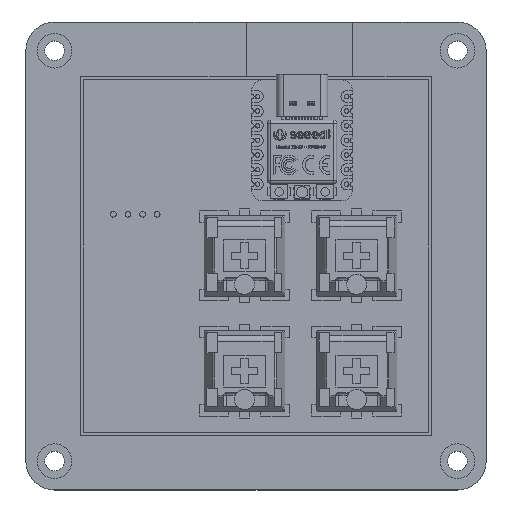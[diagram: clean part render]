
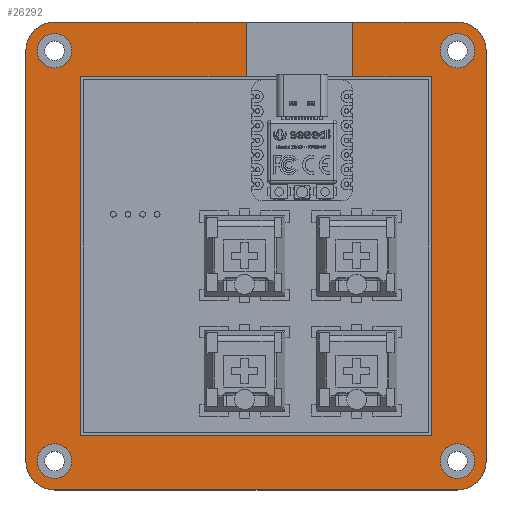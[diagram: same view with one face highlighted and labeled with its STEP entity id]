
A CAD part, top view. The second image highlights one B-rep face of the part: STEP entity #26292.
In plain terms, the highlighted planar face has unit normal (0, 0, 1).
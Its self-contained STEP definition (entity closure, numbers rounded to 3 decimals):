
#409=FACE_BOUND('',#4980,.T.);
#410=FACE_BOUND('',#4981,.T.);
#411=FACE_BOUND('',#4982,.T.);
#412=FACE_BOUND('',#4983,.T.);
#1352=CIRCLE('',#28277,5.);
#1354=CIRCLE('',#28280,5.);
#1355=CIRCLE('',#28281,5.);
#1356=CIRCLE('',#28282,5.);
#1357=CIRCLE('',#28283,3.);
#1358=CIRCLE('',#28284,3.);
#1359=CIRCLE('',#28285,3.);
#1360=CIRCLE('',#28286,3.);
#3448=FACE_OUTER_BOUND('',#4979,.T.);
#4979=EDGE_LOOP('',(#23569,#23570,#23571,#23572,#23573,#23574,#23575,#23576,
#23577,#23578,#23579,#23580,#23581,#23582,#23583,#23584));
#4980=EDGE_LOOP('',(#23585));
#4981=EDGE_LOOP('',(#23586));
#4982=EDGE_LOOP('',(#23587));
#4983=EDGE_LOOP('',(#23588));
#7769=LINE('',#44555,#10502);
#7770=LINE('',#44559,#10503);
#7771=LINE('',#44563,#10504);
#7772=LINE('',#44565,#10505);
#7773=LINE('',#44567,#10506);
#7774=LINE('',#44569,#10507);
#7775=LINE('',#44571,#10508);
#7776=LINE('',#44573,#10509);
#7777=LINE('',#44575,#10510);
#7778=LINE('',#44577,#10511);
#7779=LINE('',#44579,#10512);
#7780=LINE('',#44582,#10513);
#10502=VECTOR('',#34493,10.);
#10503=VECTOR('',#34496,10.);
#10504=VECTOR('',#34499,10.);
#10505=VECTOR('',#34500,10.);
#10506=VECTOR('',#34501,10.);
#10507=VECTOR('',#34502,10.);
#10508=VECTOR('',#34503,10.);
#10509=VECTOR('',#34504,10.);
#10510=VECTOR('',#34505,10.);
#10511=VECTOR('',#34506,10.);
#10512=VECTOR('',#34507,10.);
#10513=VECTOR('',#34510,10.);
#12866=VERTEX_POINT('',#44545);
#12867=VERTEX_POINT('',#44546);
#12870=VERTEX_POINT('',#44554);
#12871=VERTEX_POINT('',#44556);
#12872=VERTEX_POINT('',#44558);
#12873=VERTEX_POINT('',#44560);
#12874=VERTEX_POINT('',#44562);
#12875=VERTEX_POINT('',#44564);
#12876=VERTEX_POINT('',#44566);
#12877=VERTEX_POINT('',#44568);
#12878=VERTEX_POINT('',#44570);
#12879=VERTEX_POINT('',#44572);
#12880=VERTEX_POINT('',#44574);
#12881=VERTEX_POINT('',#44576);
#12882=VERTEX_POINT('',#44578);
#12883=VERTEX_POINT('',#44580);
#12884=VERTEX_POINT('',#44583);
#12885=VERTEX_POINT('',#44585);
#12886=VERTEX_POINT('',#44587);
#12887=VERTEX_POINT('',#44589);
#16453=EDGE_CURVE('',#12866,#12867,#1352,.T.);
#16457=EDGE_CURVE('',#12866,#12870,#7769,.T.);
#16458=EDGE_CURVE('',#12871,#12870,#1354,.T.);
#16459=EDGE_CURVE('',#12871,#12872,#7770,.T.);
#16460=EDGE_CURVE('',#12873,#12872,#1355,.T.);
#16461=EDGE_CURVE('',#12873,#12874,#7771,.T.);
#16462=EDGE_CURVE('',#12874,#12875,#7772,.T.);
#16463=EDGE_CURVE('',#12875,#12876,#7773,.T.);
#16464=EDGE_CURVE('',#12876,#12877,#7774,.T.);
#16465=EDGE_CURVE('',#12877,#12878,#7775,.T.);
#16466=EDGE_CURVE('',#12878,#12879,#7776,.T.);
#16467=EDGE_CURVE('',#12879,#12880,#7777,.T.);
#16468=EDGE_CURVE('',#12880,#12881,#7778,.T.);
#16469=EDGE_CURVE('',#12881,#12882,#7779,.T.);
#16470=EDGE_CURVE('',#12883,#12882,#1356,.T.);
#16471=EDGE_CURVE('',#12883,#12867,#7780,.T.);
#16472=EDGE_CURVE('',#12884,#12884,#1357,.T.);
#16473=EDGE_CURVE('',#12885,#12885,#1358,.T.);
#16474=EDGE_CURVE('',#12886,#12886,#1359,.T.);
#16475=EDGE_CURVE('',#12887,#12887,#1360,.T.);
#23569=ORIENTED_EDGE('',*,*,#16453,.F.);
#23570=ORIENTED_EDGE('',*,*,#16457,.T.);
#23571=ORIENTED_EDGE('',*,*,#16458,.F.);
#23572=ORIENTED_EDGE('',*,*,#16459,.T.);
#23573=ORIENTED_EDGE('',*,*,#16460,.F.);
#23574=ORIENTED_EDGE('',*,*,#16461,.T.);
#23575=ORIENTED_EDGE('',*,*,#16462,.T.);
#23576=ORIENTED_EDGE('',*,*,#16463,.T.);
#23577=ORIENTED_EDGE('',*,*,#16464,.T.);
#23578=ORIENTED_EDGE('',*,*,#16465,.T.);
#23579=ORIENTED_EDGE('',*,*,#16466,.T.);
#23580=ORIENTED_EDGE('',*,*,#16467,.T.);
#23581=ORIENTED_EDGE('',*,*,#16468,.T.);
#23582=ORIENTED_EDGE('',*,*,#16469,.T.);
#23583=ORIENTED_EDGE('',*,*,#16470,.F.);
#23584=ORIENTED_EDGE('',*,*,#16471,.T.);
#23585=ORIENTED_EDGE('',*,*,#16472,.T.);
#23586=ORIENTED_EDGE('',*,*,#16473,.T.);
#23587=ORIENTED_EDGE('',*,*,#16474,.T.);
#23588=ORIENTED_EDGE('',*,*,#16475,.T.);
#24889=PLANE('',#28279);
#26292=ADVANCED_FACE('',(#3448,#409,#410,#411,#412),#24889,.T.);
#28277=AXIS2_PLACEMENT_3D('',#44547,#34485,#34486);
#28279=AXIS2_PLACEMENT_3D('',#44553,#34491,#34492);
#28280=AXIS2_PLACEMENT_3D('',#44557,#34494,#34495);
#28281=AXIS2_PLACEMENT_3D('',#44561,#34497,#34498);
#28282=AXIS2_PLACEMENT_3D('',#44581,#34508,#34509);
#28283=AXIS2_PLACEMENT_3D('',#44584,#34511,#34512);
#28284=AXIS2_PLACEMENT_3D('',#44586,#34513,#34514);
#28285=AXIS2_PLACEMENT_3D('',#44588,#34515,#34516);
#28286=AXIS2_PLACEMENT_3D('',#44590,#34517,#34518);
#34485=DIRECTION('center_axis',(0.,0.,-1.));
#34486=DIRECTION('ref_axis',(-0.707,-0.707,0.));
#34491=DIRECTION('center_axis',(0.,0.,1.));
#34492=DIRECTION('ref_axis',(1.,0.,0.));
#34493=DIRECTION('',(1.,0.,0.));
#34494=DIRECTION('center_axis',(0.,0.,-1.));
#34495=DIRECTION('ref_axis',(0.707,-0.707,0.));
#34496=DIRECTION('',(0.,1.,0.));
#34497=DIRECTION('center_axis',(0.,0.,-1.));
#34498=DIRECTION('ref_axis',(0.707,0.707,0.));
#34499=DIRECTION('',(-1.,0.,0.));
#34500=DIRECTION('',(0.,-1.,0.));
#34501=DIRECTION('',(1.,0.,0.));
#34502=DIRECTION('',(0.,-1.,0.));
#34503=DIRECTION('',(-1.,0.,0.));
#34504=DIRECTION('',(0.,1.,0.));
#34505=DIRECTION('',(1.,0.,0.));
#34506=DIRECTION('',(0.,1.,0.));
#34507=DIRECTION('',(-1.,0.,0.));
#34508=DIRECTION('center_axis',(0.,0.,-1.));
#34509=DIRECTION('ref_axis',(-0.707,0.707,0.));
#34510=DIRECTION('',(0.,-1.,0.));
#34511=DIRECTION('center_axis',(0.,0.,-1.));
#34512=DIRECTION('ref_axis',(1.,0.,0.));
#34513=DIRECTION('center_axis',(0.,0.,-1.));
#34514=DIRECTION('ref_axis',(1.,0.,0.));
#34515=DIRECTION('center_axis',(0.,0.,-1.));
#34516=DIRECTION('ref_axis',(1.,0.,0.));
#34517=DIRECTION('center_axis',(0.,0.,-1.));
#34518=DIRECTION('ref_axis',(1.,0.,0.));
#44545=CARTESIAN_POINT('',(-22.613,-37.1,13.));
#44546=CARTESIAN_POINT('',(-27.613,-32.1,13.));
#44547=CARTESIAN_POINT('Origin',(-22.613,-32.1,13.));
#44553=CARTESIAN_POINT('Origin',(12.387,3.55,13.));
#44554=CARTESIAN_POINT('',(47.387,-37.1,13.));
#44555=CARTESIAN_POINT('',(52.387,-37.1,13.));
#44556=CARTESIAN_POINT('',(52.387,-32.1,13.));
#44557=CARTESIAN_POINT('Origin',(47.387,-32.1,13.));
#44558=CARTESIAN_POINT('',(52.387,39.2,13.));
#44559=CARTESIAN_POINT('',(52.387,44.2,13.));
#44560=CARTESIAN_POINT('',(47.387,44.2,13.));
#44561=CARTESIAN_POINT('Origin',(47.387,39.2,13.));
#44562=CARTESIAN_POINT('',(29.176,44.2,13.));
#44563=CARTESIAN_POINT('',(-27.613,44.2,13.));
#44564=CARTESIAN_POINT('',(29.176,34.7,13.));
#44565=CARTESIAN_POINT('',(29.176,23.875,13.));
#44566=CARTESIAN_POINT('',(42.887,34.7,13.));
#44567=CARTESIAN_POINT('',(-18.113,34.7,13.));
#44568=CARTESIAN_POINT('',(42.887,-27.6,13.));
#44569=CARTESIAN_POINT('',(42.887,34.7,13.));
#44570=CARTESIAN_POINT('',(-18.113,-27.6,13.));
#44571=CARTESIAN_POINT('',(42.887,-27.6,13.));
#44572=CARTESIAN_POINT('',(-18.113,34.7,13.));
#44573=CARTESIAN_POINT('',(-18.113,-27.6,13.));
#44574=CARTESIAN_POINT('',(10.676,34.7,13.));
#44575=CARTESIAN_POINT('',(-18.113,34.7,13.));
#44576=CARTESIAN_POINT('',(10.676,44.2,13.));
#44577=CARTESIAN_POINT('',(10.676,19.125,13.));
#44578=CARTESIAN_POINT('',(-22.613,44.2,13.));
#44579=CARTESIAN_POINT('',(-27.613,44.2,13.));
#44580=CARTESIAN_POINT('',(-27.613,39.2,13.));
#44581=CARTESIAN_POINT('Origin',(-22.613,39.2,13.));
#44582=CARTESIAN_POINT('',(-27.613,-37.1,13.));
#44583=CARTESIAN_POINT('',(-25.613,39.2,13.));
#44584=CARTESIAN_POINT('Origin',(-22.613,39.2,13.));
#44585=CARTESIAN_POINT('',(-25.613,-32.1,13.));
#44586=CARTESIAN_POINT('Origin',(-22.613,-32.1,13.));
#44587=CARTESIAN_POINT('',(44.387,-32.1,13.));
#44588=CARTESIAN_POINT('Origin',(47.387,-32.1,13.));
#44589=CARTESIAN_POINT('',(44.387,39.2,13.));
#44590=CARTESIAN_POINT('Origin',(47.387,39.2,13.));
